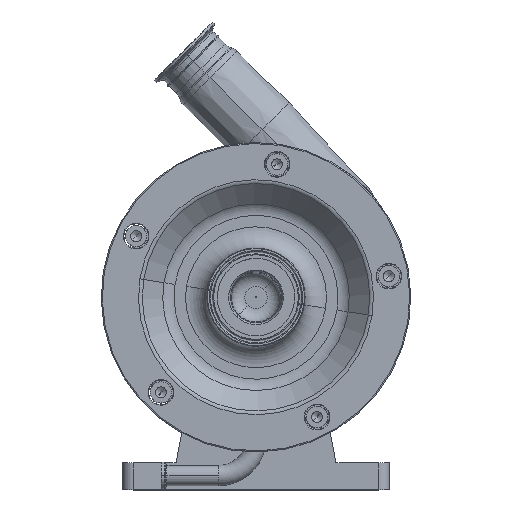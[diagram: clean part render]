
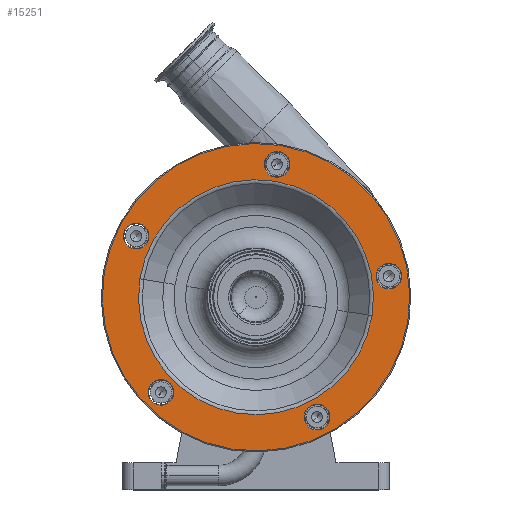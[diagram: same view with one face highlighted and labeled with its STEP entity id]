
A CAD part, top view. The second image highlights one B-rep face of the part: STEP entity #15251.
In plain terms, the highlighted planar face has unit normal (0, 0, 1).
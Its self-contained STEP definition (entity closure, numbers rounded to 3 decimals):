
#122 = VERTEX_POINT ( 'NONE', #6715 ) ;
#151 = CARTESIAN_POINT ( 'NONE',  ( -142.227, 202.527, 220. ) ) ;
#206 = EDGE_CURVE ( 'NONE', #12208, #16255, #14646, .T. ) ;
#420 = DIRECTION ( 'NONE',  ( 0.988, -0.156, 0. ) ) ;
#424 = AXIS2_PLACEMENT_3D ( 'NONE', #12536, #18712, #17139 ) ;
#591 = DIRECTION ( 'NONE',  ( 0.988, -0.156, 0. ) ) ;
#707 = DIRECTION ( 'NONE',  ( 0., 0., 1. ) ) ;
#725 = CIRCLE ( 'NONE', #3567, 12. ) ;
#731 = EDGE_LOOP ( 'NONE', ( #12081, #18682 ) ) ;
#993 = CARTESIAN_POINT ( 'NONE',  ( -100.415, 235.326, 220. ) ) ;
#1347 = CARTESIAN_POINT ( 'NONE',  ( 45.351, 69.61, 220. ) ) ;
#1564 = ORIENTED_EDGE ( 'NONE', *, *, #6368, .F. ) ;
#1684 = ORIENTED_EDGE ( 'NONE', *, *, #10595, .T. ) ;
#1798 = DIRECTION ( 'NONE',  ( 0., 0., 1. ) ) ;
#1821 = CIRCLE ( 'NONE', #11658, 12. ) ;
#1887 = CIRCLE ( 'NONE', #2832, 12. ) ;
#1921 = CARTESIAN_POINT ( 'NONE',  ( -108.716, 197.219, 220. ) ) ;
#2295 = PLANE ( 'NONE',  #424 ) ;
#2299 = CIRCLE ( 'NONE', #6081, 110.071 ) ;
#2472 = CARTESIAN_POINT ( 'NONE',  ( 57.203, 67.733, 220. ) ) ;
#2542 = AXIS2_PLACEMENT_3D ( 'NONE', #11019, #1798, #9720 ) ;
#2832 = AXIS2_PLACEMENT_3D ( 'NONE', #10685, #13603, #15298 ) ;
#2844 = DIRECTION ( 'NONE',  ( 0.988, -0.156, 0. ) ) ;
#2915 = CARTESIAN_POINT ( 'NONE',  ( -124.119, 239.08, 220. ) ) ;
#2947 = CIRCLE ( 'NONE', #14095, 12. ) ;
#3024 = CIRCLE ( 'NONE', #16713, 12. ) ;
#3440 = VERTEX_POINT ( 'NONE', #15347 ) ;
#3456 = CIRCLE ( 'NONE', #17153, 12. ) ;
#3567 = AXIS2_PLACEMENT_3D ( 'NONE', #13804, #4620, #15180 ) ;
#3942 = DIRECTION ( 'NONE',  ( 0., 0., 1. ) ) ;
#4434 = DIRECTION ( 'NONE',  ( 0., 0., 1. ) ) ;
#4540 = CARTESIAN_POINT ( 'NONE',  ( -89.095, 90.905, 220. ) ) ;
#4620 = DIRECTION ( 'NONE',  ( 0., 0., 1. ) ) ;
#4639 = CARTESIAN_POINT ( 'NONE',  ( -77.243, 89.027, 220. ) ) ;
#4689 = DIRECTION ( 'NONE',  ( 0., 0., 1. ) ) ;
#4698 = CARTESIAN_POINT ( 'NONE',  ( -89.095, 90.905, 220. ) ) ;
#4859 = CARTESIAN_POINT ( 'NONE',  ( 112.596, 201.588, 220. ) ) ;
#5166 = FACE_OUTER_BOUND ( 'NONE', #5333, .T. ) ;
#5267 = EDGE_CURVE ( 'NONE', #12254, #10670, #1887, .T. ) ;
#5333 = EDGE_LOOP ( 'NONE', ( #19492, #1684 ) ) ;
#5353 = AXIS2_PLACEMENT_3D ( 'NONE', #2472, #10105, #13020 ) ;
#5880 = CARTESIAN_POINT ( 'NONE',  ( 0., 180., 220. ) ) ;
#5914 = DIRECTION ( 'NONE',  ( 0., 0., 1. ) ) ;
#5998 = EDGE_CURVE ( 'NONE', #16962, #9677, #1821, .T. ) ;
#6081 = AXIS2_PLACEMENT_3D ( 'NONE', #6657, #707, #19007 ) ;
#6093 = VERTEX_POINT ( 'NONE', #1921 ) ;
#6286 = VERTEX_POINT ( 'NONE', #8233 ) ;
#6368 = EDGE_CURVE ( 'NONE', #122, #6093, #2299, .T. ) ;
#6479 = FACE_BOUND ( 'NONE', #731, .T. ) ;
#6538 = DIRECTION ( 'NONE',  ( 0.988, -0.156, 0. ) ) ;
#6657 = CARTESIAN_POINT ( 'NONE',  ( 0., 180., 220. ) ) ;
#6703 = EDGE_CURVE ( 'NONE', #11125, #8324, #16302, .T. ) ;
#6715 = CARTESIAN_POINT ( 'NONE',  ( 108.716, 162.781, 220. ) ) ;
#6751 = DIRECTION ( 'NONE',  ( 0., 0., 1. ) ) ;
#6925 = EDGE_LOOP ( 'NONE', ( #13435, #15091 ) ) ;
#7688 = AXIS2_PLACEMENT_3D ( 'NONE', #13697, #5914, #2844 ) ;
#7746 = EDGE_LOOP ( 'NONE', ( #17326, #10516 ) ) ;
#8008 = ORIENTED_EDGE ( 'NONE', *, *, #9381, .F. ) ;
#8195 = CIRCLE ( 'NONE', #5353, 12. ) ;
#8233 = CARTESIAN_POINT ( 'NONE',  ( 69.055, 65.856, 220. ) ) ;
#8324 = VERTEX_POINT ( 'NONE', #4859 ) ;
#8342 = CARTESIAN_POINT ( 'NONE',  ( 19.711, 304.449, 220. ) ) ;
#8527 = AXIS2_PLACEMENT_3D ( 'NONE', #11308, #6751, #591 ) ;
#8673 = EDGE_CURVE ( 'NONE', #9677, #16962, #3024, .T. ) ;
#8732 = VERTEX_POINT ( 'NONE', #1347 ) ;
#8939 = ORIENTED_EDGE ( 'NONE', *, *, #15866, .F. ) ;
#9316 = EDGE_LOOP ( 'NONE', ( #1564, #8008 ) ) ;
#9381 = EDGE_CURVE ( 'NONE', #6093, #122, #17478, .T. ) ;
#9425 = FACE_BOUND ( 'NONE', #12465, .T. ) ;
#9451 = DIRECTION ( 'NONE',  ( 0., 0., 1. ) ) ;
#9522 = AXIS2_PLACEMENT_3D ( 'NONE', #14207, #18770, #11379 ) ;
#9677 = VERTEX_POINT ( 'NONE', #4639 ) ;
#9720 = DIRECTION ( 'NONE',  ( 0.988, -0.156, 0. ) ) ;
#9896 = CARTESIAN_POINT ( 'NONE',  ( 0., 180., 220. ) ) ;
#9902 = ORIENTED_EDGE ( 'NONE', *, *, #15271, .F. ) ;
#10105 = DIRECTION ( 'NONE',  ( 0., 0., 1. ) ) ;
#10212 = DIRECTION ( 'NONE',  ( 0., 0., 1. ) ) ;
#10516 = ORIENTED_EDGE ( 'NONE', *, *, #5267, .F. ) ;
#10590 = DIRECTION ( 'NONE',  ( 0.988, -0.156, 0. ) ) ;
#10595 = EDGE_CURVE ( 'NONE', #19391, #3440, #11020, .T. ) ;
#10670 = VERTEX_POINT ( 'NONE', #10847 ) ;
#10685 = CARTESIAN_POINT ( 'NONE',  ( 19.711, 304.449, 220. ) ) ;
#10847 = CARTESIAN_POINT ( 'NONE',  ( 31.563, 302.572, 220. ) ) ;
#11019 = CARTESIAN_POINT ( 'NONE',  ( 124.449, 199.711, 220. ) ) ;
#11020 = CIRCLE ( 'NONE', #17108, 144. ) ;
#11105 = CIRCLE ( 'NONE', #2542, 12. ) ;
#11125 = VERTEX_POINT ( 'NONE', #11678 ) ;
#11141 = ORIENTED_EDGE ( 'NONE', *, *, #14621, .F. ) ;
#11308 = CARTESIAN_POINT ( 'NONE',  ( 0., 180., 220. ) ) ;
#11318 = FACE_BOUND ( 'NONE', #12486, .T. ) ;
#11379 = DIRECTION ( 'NONE',  ( 0.988, -0.156, 0. ) ) ;
#11658 = AXIS2_PLACEMENT_3D ( 'NONE', #4698, #9451, #13783 ) ;
#11678 = CARTESIAN_POINT ( 'NONE',  ( 136.301, 197.834, 220. ) ) ;
#12081 = ORIENTED_EDGE ( 'NONE', *, *, #6703, .F. ) ;
#12199 = EDGE_CURVE ( 'NONE', #10670, #12254, #3456, .T. ) ;
#12208 = VERTEX_POINT ( 'NONE', #993 ) ;
#12254 = VERTEX_POINT ( 'NONE', #14341 ) ;
#12465 = EDGE_LOOP ( 'NONE', ( #18604, #11141 ) ) ;
#12486 = EDGE_LOOP ( 'NONE', ( #8939, #9902 ) ) ;
#12536 = CARTESIAN_POINT ( 'NONE',  ( 22.527, 322.227, 220. ) ) ;
#12924 = CARTESIAN_POINT ( 'NONE',  ( 57.203, 67.733, 220. ) ) ;
#13020 = DIRECTION ( 'NONE',  ( 0.988, -0.156, 0. ) ) ;
#13327 = EDGE_CURVE ( 'NONE', #3440, #19391, #13711, .T. ) ;
#13435 = ORIENTED_EDGE ( 'NONE', *, *, #8673, .F. ) ;
#13603 = DIRECTION ( 'NONE',  ( 0., 0., 1. ) ) ;
#13697 = CARTESIAN_POINT ( 'NONE',  ( 124.449, 199.711, 220. ) ) ;
#13711 = CIRCLE ( 'NONE', #16572, 144. ) ;
#13783 = DIRECTION ( 'NONE',  ( 0.988, -0.156, 0. ) ) ;
#13804 = CARTESIAN_POINT ( 'NONE',  ( -112.267, 237.203, 220. ) ) ;
#14095 = AXIS2_PLACEMENT_3D ( 'NONE', #12924, #18617, #420 ) ;
#14207 = CARTESIAN_POINT ( 'NONE',  ( -112.267, 237.203, 220. ) ) ;
#14341 = CARTESIAN_POINT ( 'NONE',  ( 7.858, 306.326, 220. ) ) ;
#14342 = FACE_BOUND ( 'NONE', #9316, .T. ) ;
#14446 = DIRECTION ( 'NONE',  ( 0.988, -0.156, 0. ) ) ;
#14621 = EDGE_CURVE ( 'NONE', #16255, #12208, #725, .T. ) ;
#14646 = CIRCLE ( 'NONE', #9522, 12. ) ;
#15091 = ORIENTED_EDGE ( 'NONE', *, *, #5998, .F. ) ;
#15180 = DIRECTION ( 'NONE',  ( 0.988, -0.156, 0. ) ) ;
#15251 = ADVANCED_FACE ( 'NONE', ( #6479, #11318, #17245, #18815, #14342, #5166, #9425 ), #2295, .F. ) ;
#15271 = EDGE_CURVE ( 'NONE', #8732, #6286, #2947, .T. ) ;
#15298 = DIRECTION ( 'NONE',  ( 0.988, -0.156, 0. ) ) ;
#15347 = CARTESIAN_POINT ( 'NONE',  ( 142.227, 157.473, 220. ) ) ;
#15866 = EDGE_CURVE ( 'NONE', #6286, #8732, #8195, .T. ) ;
#16255 = VERTEX_POINT ( 'NONE', #2915 ) ;
#16302 = CIRCLE ( 'NONE', #7688, 12. ) ;
#16572 = AXIS2_PLACEMENT_3D ( 'NONE', #9896, #3942, #6538 ) ;
#16713 = AXIS2_PLACEMENT_3D ( 'NONE', #4540, #4434, #10590 ) ;
#16962 = VERTEX_POINT ( 'NONE', #18597 ) ;
#17108 = AXIS2_PLACEMENT_3D ( 'NONE', #5880, #4689, #18251 ) ;
#17139 = DIRECTION ( 'NONE',  ( -0.988, 0.156, 0. ) ) ;
#17153 = AXIS2_PLACEMENT_3D ( 'NONE', #8342, #10212, #14446 ) ;
#17245 = FACE_BOUND ( 'NONE', #6925, .T. ) ;
#17326 = ORIENTED_EDGE ( 'NONE', *, *, #12199, .F. ) ;
#17478 = CIRCLE ( 'NONE', #8527, 110.071 ) ;
#17633 = EDGE_CURVE ( 'NONE', #8324, #11125, #11105, .T. ) ;
#18251 = DIRECTION ( 'NONE',  ( 0.988, -0.156, 0. ) ) ;
#18597 = CARTESIAN_POINT ( 'NONE',  ( -100.948, 92.782, 220. ) ) ;
#18604 = ORIENTED_EDGE ( 'NONE', *, *, #206, .F. ) ;
#18617 = DIRECTION ( 'NONE',  ( 0., 0., 1. ) ) ;
#18682 = ORIENTED_EDGE ( 'NONE', *, *, #17633, .F. ) ;
#18712 = DIRECTION ( 'NONE',  ( 0., 0., -1. ) ) ;
#18770 = DIRECTION ( 'NONE',  ( 0., 0., 1. ) ) ;
#18815 = FACE_BOUND ( 'NONE', #7746, .T. ) ;
#19007 = DIRECTION ( 'NONE',  ( 0.988, -0.156, 0. ) ) ;
#19391 = VERTEX_POINT ( 'NONE', #151 ) ;
#19492 = ORIENTED_EDGE ( 'NONE', *, *, #13327, .T. ) ;
